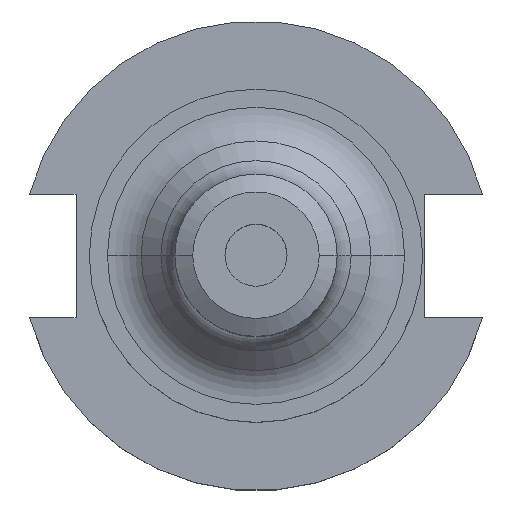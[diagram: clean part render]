
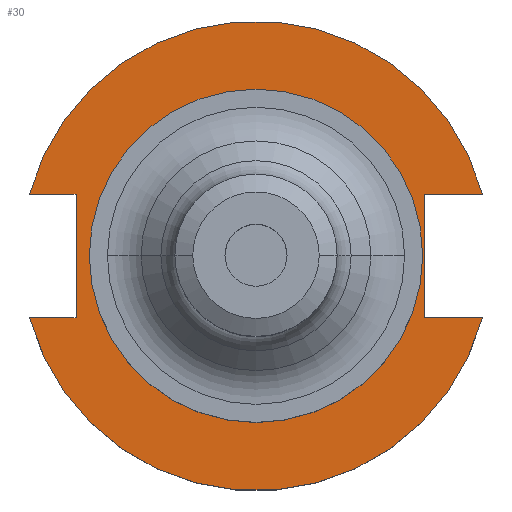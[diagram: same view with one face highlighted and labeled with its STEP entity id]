
A CAD part, top view. The second image highlights one B-rep face of the part: STEP entity #30.
In plain terms, the highlighted planar face has unit normal (0, 0, 1).
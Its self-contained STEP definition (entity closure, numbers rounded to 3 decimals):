
#3 = ORIENTED_EDGE ( 'NONE', *, *, #1564, .F. ) ;
#30 = ADVANCED_FACE ( 'NONE', ( #1524, #1444 ), #1933, .T. ) ;
#58 = CARTESIAN_POINT ( 'NONE',  ( 0., 0., 19.05 ) ) ;
#70 = ORIENTED_EDGE ( 'NONE', *, *, #585, .F. ) ;
#81 = CARTESIAN_POINT ( 'NONE',  ( 35.306, -12.954, 19.05 ) ) ;
#115 = CARTESIAN_POINT ( 'NONE',  ( -63.719, -12.954, 19.05 ) ) ;
#183 = VERTEX_POINT ( 'NONE', #604 ) ;
#235 = EDGE_CURVE ( 'NONE', #183, #278, #1109, .T. ) ;
#278 = VERTEX_POINT ( 'NONE', #1135 ) ;
#310 = VERTEX_POINT ( 'NONE', #1544 ) ;
#357 = CARTESIAN_POINT ( 'NONE',  ( 0., 49.212, 19.05 ) ) ;
#395 = DIRECTION ( 'NONE',  ( 1., 0., 0. ) ) ;
#411 = LINE ( 'NONE', #498, #785 ) ;
#412 = EDGE_CURVE ( 'NONE', #819, #1662, #1595, .T. ) ;
#472 = AXIS2_PLACEMENT_3D ( 'NONE', #357, #1608, #395 ) ;
#485 = LINE ( 'NONE', #1148, #1687 ) ;
#498 = CARTESIAN_POINT ( 'NONE',  ( -63.719, 12.954, 19.05 ) ) ;
#536 = DIRECTION ( 'NONE',  ( 1., 0., 0. ) ) ;
#574 = CARTESIAN_POINT ( 'NONE',  ( -37.719, 12.954, 19.05 ) ) ;
#585 = EDGE_CURVE ( 'NONE', #954, #1256, #1350, .T. ) ;
#601 = VERTEX_POINT ( 'NONE', #1021 ) ;
#603 = DIRECTION ( 'NONE',  ( 0., 0., 1. ) ) ;
#604 = CARTESIAN_POINT ( 'NONE',  ( 34.925, 0., 19.05 ) ) ;
#630 = EDGE_CURVE ( 'NONE', #1738, #601, #1248, .T. ) ;
#638 = ORIENTED_EDGE ( 'NONE', *, *, #1341, .T. ) ;
#648 = AXIS2_PLACEMENT_3D ( 'NONE', #58, #1185, #1431 ) ;
#697 = LINE ( 'NONE', #115, #1898 ) ;
#746 = EDGE_LOOP ( 'NONE', ( #1984, #1022 ) ) ;
#776 = EDGE_CURVE ( 'NONE', #278, #183, #1851, .T. ) ;
#785 = VECTOR ( 'NONE', #1601, 1000. ) ;
#819 = VERTEX_POINT ( 'NONE', #1886 ) ;
#860 = CIRCLE ( 'NONE', #1178, 49.212 ) ;
#886 = DIRECTION ( 'NONE',  ( 0., 1., 0. ) ) ;
#892 = VECTOR ( 'NONE', #886, 1000. ) ;
#954 = VERTEX_POINT ( 'NONE', #1224 ) ;
#1014 = DIRECTION ( 'NONE',  ( 1., 0., 0. ) ) ;
#1021 = CARTESIAN_POINT ( 'NONE',  ( 47.477, -12.954, 19.05 ) ) ;
#1022 = ORIENTED_EDGE ( 'NONE', *, *, #776, .F. ) ;
#1031 = DIRECTION ( 'NONE',  ( 1., 0., 0. ) ) ;
#1050 = VERTEX_POINT ( 'NONE', #1575 ) ;
#1109 = CIRCLE ( 'NONE', #648, 34.925 ) ;
#1134 = ORIENTED_EDGE ( 'NONE', *, *, #1885, .F. ) ;
#1135 = CARTESIAN_POINT ( 'NONE',  ( -34.925, 0., 19.05 ) ) ;
#1148 = CARTESIAN_POINT ( 'NONE',  ( 35.306, 12.954, 19.05 ) ) ;
#1168 = DIRECTION ( 'NONE',  ( 0., 0., 1. ) ) ;
#1178 = AXIS2_PLACEMENT_3D ( 'NONE', #1492, #1168, #536 ) ;
#1185 = DIRECTION ( 'NONE',  ( 0., 0., 1. ) ) ;
#1197 = EDGE_CURVE ( 'NONE', #310, #954, #697, .T. ) ;
#1199 = VECTOR ( 'NONE', #1031, 1000. ) ;
#1224 = CARTESIAN_POINT ( 'NONE',  ( -37.719, -12.954, 19.05 ) ) ;
#1248 = LINE ( 'NONE', #81, #1199 ) ;
#1256 = VERTEX_POINT ( 'NONE', #1338 ) ;
#1331 = ORIENTED_EDGE ( 'NONE', *, *, #412, .F. ) ;
#1338 = CARTESIAN_POINT ( 'NONE',  ( -37.719, 12.954, 19.05 ) ) ;
#1341 = EDGE_CURVE ( 'NONE', #819, #1050, #860, .T. ) ;
#1350 = LINE ( 'NONE', #574, #892 ) ;
#1373 = CARTESIAN_POINT ( 'NONE',  ( 35.306, 12.954, 19.05 ) ) ;
#1431 = DIRECTION ( 'NONE',  ( 1., 0., 0. ) ) ;
#1436 = DIRECTION ( 'NONE',  ( -1., 0., 0. ) ) ;
#1440 = AXIS2_PLACEMENT_3D ( 'NONE', #1518, #603, #2016 ) ;
#1444 = FACE_OUTER_BOUND ( 'NONE', #2011, .T. ) ;
#1484 = CIRCLE ( 'NONE', #1673, 49.212 ) ;
#1492 = CARTESIAN_POINT ( 'NONE',  ( 0., 0., 19.05 ) ) ;
#1495 = DIRECTION ( 'NONE',  ( 0., -1., 0. ) ) ;
#1518 = CARTESIAN_POINT ( 'NONE',  ( 0., 0., 19.05 ) ) ;
#1524 = FACE_BOUND ( 'NONE', #746, .T. ) ;
#1525 = CARTESIAN_POINT ( 'NONE',  ( 0., 0., 19.05 ) ) ;
#1534 = DIRECTION ( 'NONE',  ( 0., 0., 1. ) ) ;
#1544 = CARTESIAN_POINT ( 'NONE',  ( -47.477, -12.954, 19.05 ) ) ;
#1561 = CARTESIAN_POINT ( 'NONE',  ( 35.306, 12.954, 19.05 ) ) ;
#1564 = EDGE_CURVE ( 'NONE', #1662, #1738, #485, .T. ) ;
#1575 = CARTESIAN_POINT ( 'NONE',  ( -47.477, 12.954, 19.05 ) ) ;
#1595 = LINE ( 'NONE', #1561, #1980 ) ;
#1601 = DIRECTION ( 'NONE',  ( -1., 0., 0. ) ) ;
#1608 = DIRECTION ( 'NONE',  ( 0., 0., 1. ) ) ;
#1662 = VERTEX_POINT ( 'NONE', #1373 ) ;
#1673 = AXIS2_PLACEMENT_3D ( 'NONE', #1525, #1534, #1676 ) ;
#1676 = DIRECTION ( 'NONE',  ( 1., 0., 0. ) ) ;
#1685 = CARTESIAN_POINT ( 'NONE',  ( 35.306, -12.954, 19.05 ) ) ;
#1687 = VECTOR ( 'NONE', #1495, 1000. ) ;
#1716 = EDGE_CURVE ( 'NONE', #310, #601, #1484, .T. ) ;
#1738 = VERTEX_POINT ( 'NONE', #1685 ) ;
#1845 = ORIENTED_EDGE ( 'NONE', *, *, #1197, .F. ) ;
#1851 = CIRCLE ( 'NONE', #1440, 34.925 ) ;
#1885 = EDGE_CURVE ( 'NONE', #1256, #1050, #411, .T. ) ;
#1886 = CARTESIAN_POINT ( 'NONE',  ( 47.477, 12.954, 19.05 ) ) ;
#1898 = VECTOR ( 'NONE', #1014, 1000. ) ;
#1906 = ORIENTED_EDGE ( 'NONE', *, *, #630, .F. ) ;
#1933 = PLANE ( 'NONE',  #472 ) ;
#1980 = VECTOR ( 'NONE', #1436, 1000. ) ;
#1984 = ORIENTED_EDGE ( 'NONE', *, *, #235, .F. ) ;
#1994 = ORIENTED_EDGE ( 'NONE', *, *, #1716, .T. ) ;
#2011 = EDGE_LOOP ( 'NONE', ( #1994, #1906, #3, #1331, #638, #1134, #70, #1845 ) ) ;
#2016 = DIRECTION ( 'NONE',  ( 1., 0., 0. ) ) ;
